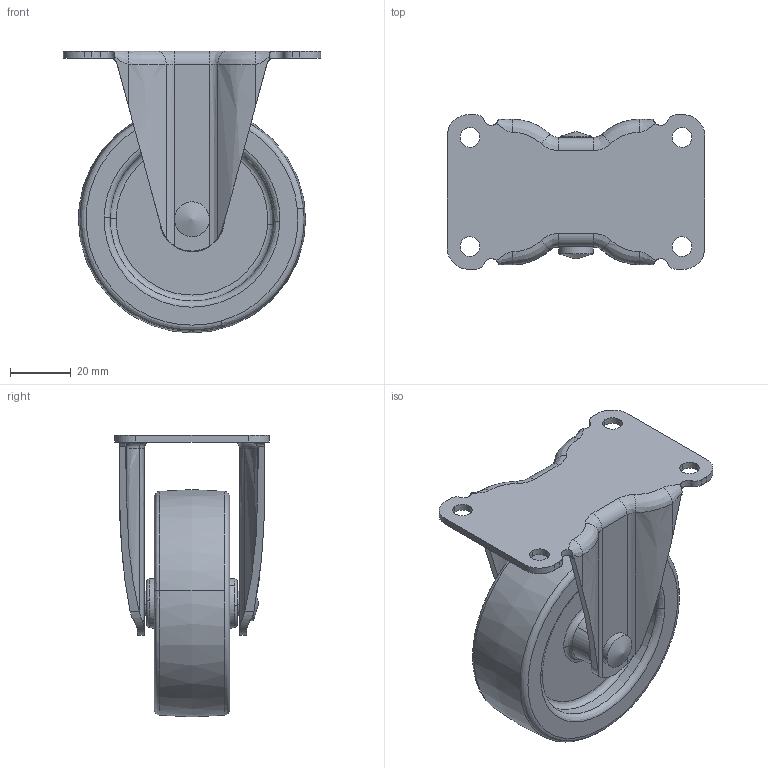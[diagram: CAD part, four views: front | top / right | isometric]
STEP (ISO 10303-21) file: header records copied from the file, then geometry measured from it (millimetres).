
FILE_DESCRIPTION((''),'2;1');
FILE_NAME('','2005-12-16T14:26:46',(''),(''),'','CADfix','');
FILE_SCHEMA(('AUTOMOTIVE_DESIGN'));
Length unit declared in the file: millimetre
Products named in the file (4): wheel; body; axle; No_606_N_17040_36
Assembly tree (3 placements, depth 2):
  No_606_N_17040_36
    wheel
    body
    axle
Bounding box: 85 x 51 x 93 mm (x, y, z)
Volume: 97812.7 mm3; surface area: 36057.3 mm2
Topology: 3 solids, 3 shells, 146 faces, 464 edges, 330 vertices
Faces by surface type: bspline 146
Entity records: 6183 total; most frequent: CARTESIAN_POINT 3680, ORIENTED_EDGE 928, EDGE_CURVE 464, VERTEX_POINT 330, EDGE_LOOP 166, FACE_OUTER_BOUND 146, ADVANCED_FACE 146, QUASI_UNIFORM_CURVE 124
